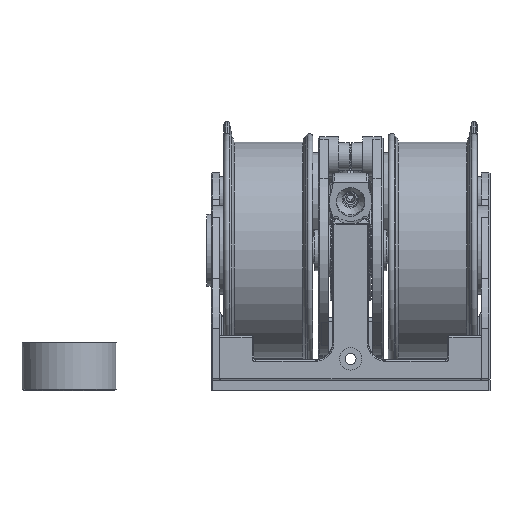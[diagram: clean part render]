
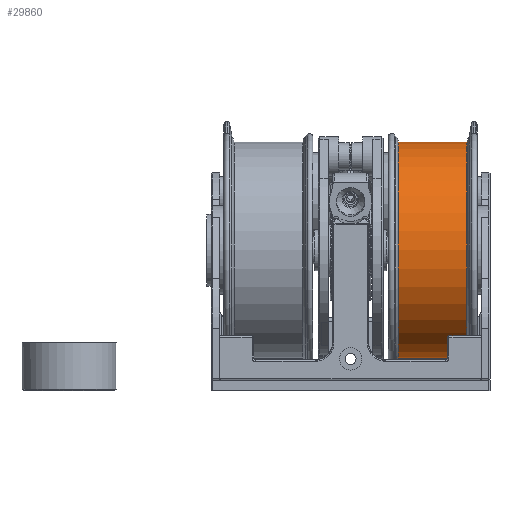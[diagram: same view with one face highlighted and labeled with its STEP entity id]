
A CAD part, front view. The second image highlights one B-rep face of the part: STEP entity #29860.
In plain terms, the highlighted cylindrical face has radius 31.625 mm (diameter 63.25 mm), a full revolution.
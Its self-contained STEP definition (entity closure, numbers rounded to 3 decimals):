
#2207=LINE('',#44012,#4690);
#4690=VECTOR('',#35734,31.625);
#6801=CYLINDRICAL_SURFACE('',#32062,31.625);
#7508=FACE_OUTER_BOUND('',#9346,.T.);
#9346=EDGE_LOOP('',(#20905,#20906,#20907,#20908));
#11211=CIRCLE('',#32060,31.625);
#11213=CIRCLE('',#32063,31.625);
#12645=VERTEX_POINT('',#44006);
#12646=VERTEX_POINT('',#44010);
#15727=EDGE_CURVE('',#12645,#12645,#11211,.T.);
#15729=EDGE_CURVE('',#12646,#12646,#11213,.T.);
#15730=EDGE_CURVE('',#12646,#12645,#2207,.T.);
#20905=ORIENTED_EDGE('',*,*,#15729,.F.);
#20906=ORIENTED_EDGE('',*,*,#15730,.T.);
#20907=ORIENTED_EDGE('',*,*,#15727,.T.);
#20908=ORIENTED_EDGE('',*,*,#15730,.F.);
#29860=ADVANCED_FACE('',(#7508),#6801,.T.);
#32060=AXIS2_PLACEMENT_3D('',#44007,#35726,#35727);
#32062=AXIS2_PLACEMENT_3D('',#44009,#35730,#35731);
#32063=AXIS2_PLACEMENT_3D('',#44011,#35732,#35733);
#35726=DIRECTION('center_axis',(-1.,0.,0.));
#35727=DIRECTION('ref_axis',(0.,0.,1.));
#35730=DIRECTION('center_axis',(-1.,0.,0.));
#35731=DIRECTION('ref_axis',(0.,0.,1.));
#35732=DIRECTION('center_axis',(-1.,0.,0.));
#35733=DIRECTION('ref_axis',(0.,0.,1.));
#35734=DIRECTION('',(1.,0.,0.));
#44006=CARTESIAN_POINT('',(34.023,0.,-31.625));
#44007=CARTESIAN_POINT('Origin',(34.023,0.,0.));
#44009=CARTESIAN_POINT('Origin',(24.,0.,0.));
#44010=CARTESIAN_POINT('',(13.977,0.,-31.625));
#44011=CARTESIAN_POINT('Origin',(13.977,0.,0.));
#44012=CARTESIAN_POINT('',(24.,0.,-31.625));
